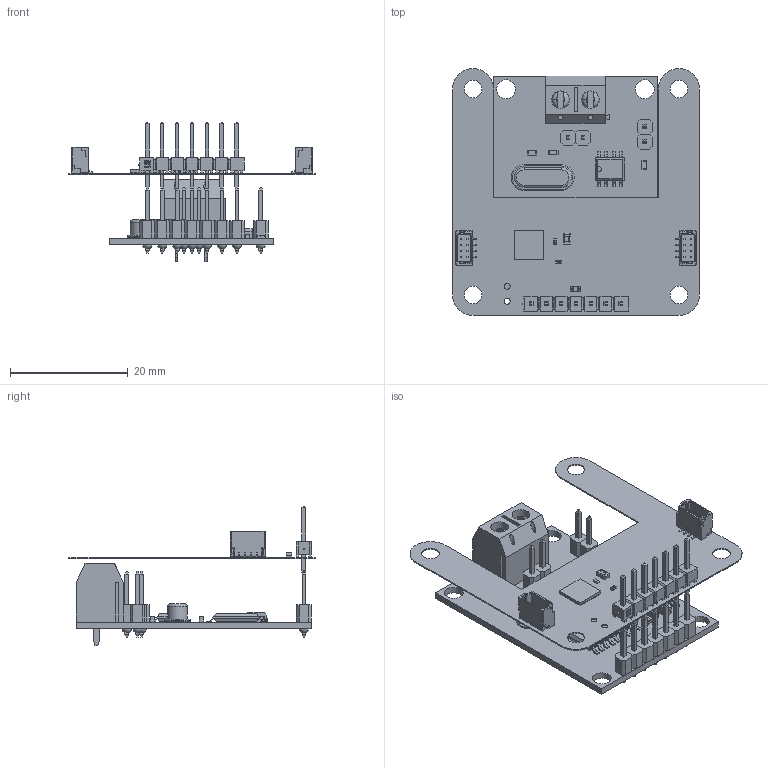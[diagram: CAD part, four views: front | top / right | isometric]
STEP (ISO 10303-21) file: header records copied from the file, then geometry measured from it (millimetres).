
FILE_DESCRIPTION(('Open CASCADE Model'),'2;1');
FILE_NAME('Open CASCADE Shape Model','2025-04-09T05:58:20',('Author'),( 'Open CASCADE'),'Open CASCADE STEP processor 7.5','Open CASCADE 7.5' ,'Unknown');
FILE_SCHEMA(('AUTOMOTIVE_DESIGN { 1 0 10303 214 1 1 1 1 }'));
Length unit declared in the file: millimetre
Products named in the file (50): PCB; Board; Open CASCADE STEP translator 7.5 2.1.1; J11; Conn_SAMTEC_TSW-107-07-G-S_eec; _TSW-107-07-G-S_body; _T-1S6-07-TSW-1-07-7-S; Samtec Logo; U; DUELink-U-Connector-BM04B-SRSS-TB; D; DUELink-Connector-BM04B-SRSS-TB; STAT; 0603 LED Green; Solid1; Solid4; R4; User Library-R SMD 0402; User Library-R SMD 0402_0402 BODY; User Library-R SMD 0402_0402 PAD; User Library-R SMD 0402_0402 OPIS; C2; 0805 SMD Capacitor; C1; C0402; Free-Models; MCP2515 Module; STM32-QFN32
Assembly tree (50 placements, depth 4):
  PCB
    Board
      Open CASCADE STEP translator 7.5 2.1.1
    J11
      Conn_SAMTEC_TSW-107-07-G-S_eec
        _TSW-107-07-G-S_body
        _T-1S6-07-TSW-1-07-7-S
        Samtec Logo
    U
      DUELink-U-Connector-BM04B-SRSS-TB
    D
      DUELink-Connector-BM04B-SRSS-TB
    STAT
      0603 LED Green
        Solid1
        Solid4
        Solid1
        Solid1
        Solid4
        Solid1
        Solid1
        Solid1
    R4
      User Library-R SMD 0402
        User Library-R SMD 0402_0402 BODY
        User Library-R SMD 0402_0402 PAD  x2
        User Library-R SMD 0402_0402 OPIS
    C2
      0805 SMD Capacitor
    C1
      C0402
    Free-Models
      MCP2515 Module
      MCP2515 Module
      MCP2515 Module
      MCP2515 Module
      MCP2515 Module
      MCP2515 Module
      MCP2515 Module
      MCP2515 Module
      MCP2515 Module
      MCP2515 Module
      MCP2515 Module
      MCP2515 Module
      MCP2515 Module
      MCP2515 Module
      MCP2515 Module
      MCP2515 Module
      MCP2515 Module
      STM32-QFN32
Bounding box: 42 x 42 x 23.71 mm (x, y, z)
Volume: 2658.8 mm3; surface area: 8460.3 mm2
Topology: 152 solids, 164 shells, 2634 faces, 7869 edges, 7021 vertices
Faces by surface type: plane 2143, cylinder 367, bspline 84, sphere 19, revolution 14, torus 6, cone 1
Full cylindrical faces by diameter (mm): 0.25 x1, 0.3 x1, 0.607 x1, 0.8 x2, 0.9 x11, 1.016 x2, 1.02 x7, 1.5 x2, 3 x8, 3.2 x4
Entity records: 103632 total; most frequent: CARTESIAN_POINT 22206, DIRECTION 13695, ORIENTED_EDGE 12784, LINE 6797, VECTOR 6797, EDGE_CURVE 6392, VERTEX_POINT 4145, AXIS2_PLACEMENT_3D 3442
